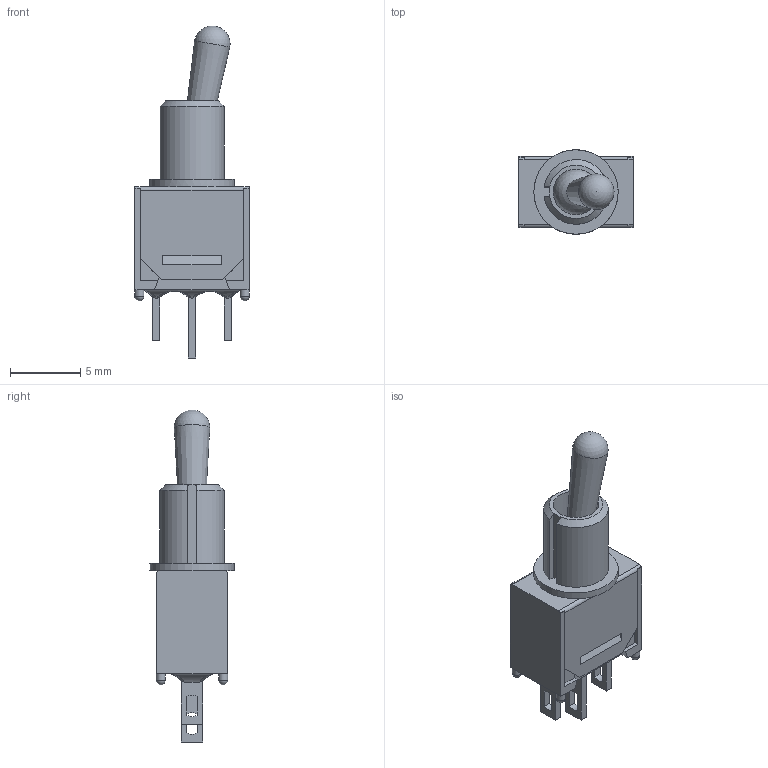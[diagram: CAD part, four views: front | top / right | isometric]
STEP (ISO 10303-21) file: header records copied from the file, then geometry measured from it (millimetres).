
FILE_DESCRIPTION((' '),'2;1');
FILE_NAME('200MSPxT2B3M1xEx.stp','2017-08-02T15:20:26',(' '),(' '),' ','ACIS',' ');
FILE_SCHEMA(('CONFIG_CONTROL_DESIGN'));
Length unit declared in the file: inch
Products named in the file (1): 200MSPxT2B3M1xEx.stp
Bounding box: 8.13 x 6 x 23.61 mm (x, y, z)
Volume: 277.1 mm3; surface area: 773 mm2
Topology: 1 solids, 2 shells, 135 faces, 369 edges, 237 vertices
Faces by surface type: plane 98, cylinder 21, bspline 8, sphere 6, cone 2
Full cylindrical faces by diameter (mm): 0.65 x4, 3.25 x1, 6 x1
Entity records: 4607 total; most frequent: CARTESIAN_POINT 1270, ORIENTED_EDGE 688, DIRECTION 612, EDGE_CURVE 344, VECTOR 248, LINE 248, VERTEX_POINT 226, AXIS2_PLACEMENT_3D 182
